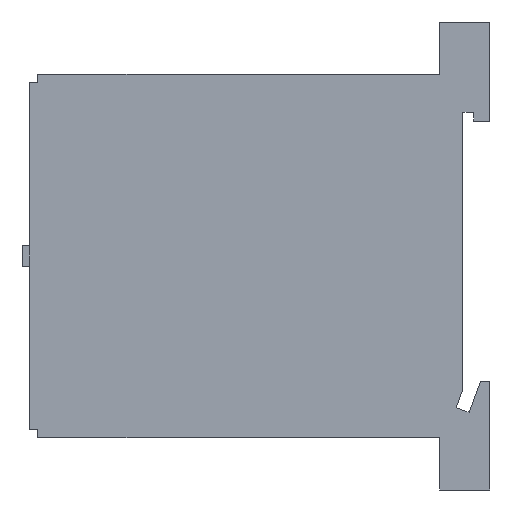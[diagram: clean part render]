
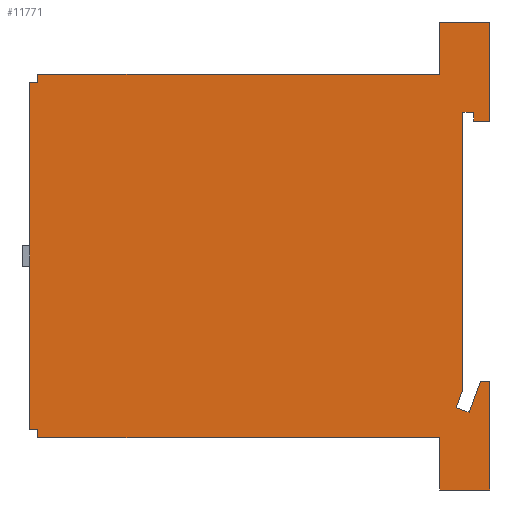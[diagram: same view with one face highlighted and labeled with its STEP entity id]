
A CAD part, left-side view. The second image highlights one B-rep face of the part: STEP entity #11771.
In plain terms, the highlighted planar face has unit normal (-1, 0, 0).
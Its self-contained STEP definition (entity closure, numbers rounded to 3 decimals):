
#6=DIRECTION('',(0.,0.,1.));
#7=VECTOR('',#6,12.3);
#8=CARTESIAN_POINT('',(-22.,0.,16.7));
#9=LINE('',#8,#7);
#30=DIRECTION('',(0.,0.,1.));
#31=VECTOR('',#30,13.5);
#32=CARTESIAN_POINT('',(-22.,0.,-29.));
#33=LINE('',#32,#31);
#78=DIRECTION('',(0.,-1.,0.));
#79=VECTOR('',#78,1.);
#80=CARTESIAN_POINT('',(-22.,57.,-21.5));
#81=LINE('',#80,#79);
#82=DIRECTION('',(0.,-1.,0.));
#83=VECTOR('',#82,1.);
#84=CARTESIAN_POINT('',(-22.,57.,21.5));
#85=LINE('',#84,#83);
#86=DIRECTION('',(0.,0.,1.));
#87=VECTOR('',#86,1.);
#88=CARTESIAN_POINT('',(-22.,56.,21.5));
#89=LINE('',#88,#87);
#90=DIRECTION('',(0.,-1.,0.));
#91=VECTOR('',#90,49.8);
#92=CARTESIAN_POINT('',(-22.,56.,22.5));
#93=LINE('',#92,#91);
#94=DIRECTION('',(0.,0.,1.));
#95=VECTOR('',#94,6.5);
#96=CARTESIAN_POINT('',(-22.,6.2,22.5));
#97=LINE('',#96,#95);
#98=DIRECTION('',(0.,-1.,0.));
#99=VECTOR('',#98,2.);
#100=CARTESIAN_POINT('',(-22.,2.,16.7));
#101=LINE('',#100,#99);
#102=DIRECTION('',(0.,0.,-1.));
#103=VECTOR('',#102,1.1);
#104=CARTESIAN_POINT('',(-22.,2.,17.8));
#105=LINE('',#104,#103);
#106=DIRECTION('',(0.,-1.,0.));
#107=VECTOR('',#106,1.33);
#108=CARTESIAN_POINT('',(-22.,3.33,17.8));
#109=LINE('',#108,#107);
#110=DIRECTION('',(0.,0.,1.));
#111=VECTOR('',#110,34.347);
#112=CARTESIAN_POINT('',(-22.,3.33,-16.547));
#113=LINE('',#112,#111);
#114=DIRECTION('',(0.,-0.342,0.94));
#115=VECTOR('',#114,2.398);
#116=CARTESIAN_POINT('',(-22.,4.15,-18.8));
#117=LINE('',#116,#115);
#118=DIRECTION('',(0.,0.94,0.342));
#119=VECTOR('',#118,1.7);
#120=CARTESIAN_POINT('',(-22.,2.553,-19.381));
#121=LINE('',#120,#119);
#122=DIRECTION('',(0.,0.342,-0.94));
#123=VECTOR('',#122,4.131);
#124=CARTESIAN_POINT('',(-22.,1.14,-15.5));
#125=LINE('',#124,#123);
#126=DIRECTION('',(0.,1.,0.));
#127=VECTOR('',#126,1.14);
#128=CARTESIAN_POINT('',(-22.,0.,-15.5));
#129=LINE('',#128,#127);
#130=DIRECTION('',(0.,1.,0.));
#131=VECTOR('',#130,6.2);
#132=CARTESIAN_POINT('',(-22.,0.,-29.));
#133=LINE('',#132,#131);
#134=DIRECTION('',(0.,0.,1.));
#135=VECTOR('',#134,6.5);
#136=CARTESIAN_POINT('',(-22.,6.2,-29.));
#137=LINE('',#136,#135);
#138=DIRECTION('',(0.,-1.,0.));
#139=VECTOR('',#138,49.8);
#140=CARTESIAN_POINT('',(-22.,56.,-22.5));
#141=LINE('',#140,#139);
#142=DIRECTION('',(0.,0.,-1.));
#143=VECTOR('',#142,1.);
#144=CARTESIAN_POINT('',(-22.,56.,-21.5));
#145=LINE('',#144,#143);
#1594=DIRECTION('',(0.,0.,1.));
#1595=VECTOR('',#1594,43.);
#1596=CARTESIAN_POINT('',(-22.,57.,-21.5));
#1597=LINE('',#1596,#1595);
#4286=DIRECTION('',(0.,1.,0.));
#4287=VECTOR('',#4286,6.2);
#4288=CARTESIAN_POINT('',(-22.,0.,29.));
#4289=LINE('',#4288,#4287);
#8758=CARTESIAN_POINT('',(-22.,0.,29.));
#8760=VERTEX_POINT('',#8758);
#8763=CARTESIAN_POINT('',(-22.,0.,-29.));
#8765=VERTEX_POINT('',#8763);
#8766=CARTESIAN_POINT('',(-22.,6.2,-29.));
#8767=CARTESIAN_POINT('',(-22.,6.2,-22.5));
#8768=VERTEX_POINT('',#8766);
#8769=VERTEX_POINT('',#8767);
#8770=CARTESIAN_POINT('',(-22.,6.2,22.5));
#8771=CARTESIAN_POINT('',(-22.,6.2,29.));
#8772=VERTEX_POINT('',#8770);
#8773=VERTEX_POINT('',#8771);
#8782=CARTESIAN_POINT('',(-22.,3.33,17.8));
#8783=CARTESIAN_POINT('',(-22.,2.,17.8));
#8784=VERTEX_POINT('',#8782);
#8785=VERTEX_POINT('',#8783);
#8786=CARTESIAN_POINT('',(-22.,2.,16.7));
#8787=VERTEX_POINT('',#8786);
#8788=CARTESIAN_POINT('',(-22.,0.,16.7));
#8789=VERTEX_POINT('',#8788);
#8790=CARTESIAN_POINT('',(-22.,0.,-15.5));
#8791=CARTESIAN_POINT('',(-22.,1.14,-15.5));
#8792=VERTEX_POINT('',#8790);
#8793=VERTEX_POINT('',#8791);
#8794=CARTESIAN_POINT('',(-22.,2.553,-19.381));
#8795=VERTEX_POINT('',#8794);
#8796=CARTESIAN_POINT('',(-22.,4.15,-18.8));
#8797=VERTEX_POINT('',#8796);
#8798=CARTESIAN_POINT('',(-22.,3.33,-16.547));
#8799=VERTEX_POINT('',#8798);
#9058=CARTESIAN_POINT('',(-22.,57.,21.5));
#9060=VERTEX_POINT('',#9058);
#9062=CARTESIAN_POINT('',(-22.,56.,21.5));
#9063=VERTEX_POINT('',#9062);
#9064=CARTESIAN_POINT('',(-22.,56.,22.5));
#9065=VERTEX_POINT('',#9064);
#9134=CARTESIAN_POINT('',(-22.,56.,-21.5));
#9136=VERTEX_POINT('',#9134);
#9158=CARTESIAN_POINT('',(-22.,57.,-21.5));
#9160=VERTEX_POINT('',#9158);
#9162=CARTESIAN_POINT('',(-22.,56.,-22.5));
#9163=VERTEX_POINT('',#9162);
#11725=CARTESIAN_POINT('',(-22.,0.,-29.));
#11726=DIRECTION('',(-1.,0.,0.));
#11727=DIRECTION('',(0.,0.,1.));
#11728=AXIS2_PLACEMENT_3D('',#11725,#11726,#11727);
#11729=PLANE('',#11728);
#11731=ORIENTED_EDGE('',*,*,#11730,.F.);
#11733=ORIENTED_EDGE('',*,*,#11732,.T.);
#11735=ORIENTED_EDGE('',*,*,#11734,.T.);
#11737=ORIENTED_EDGE('',*,*,#11736,.T.);
#11739=ORIENTED_EDGE('',*,*,#11738,.T.);
#11741=ORIENTED_EDGE('',*,*,#11740,.T.);
#11743=ORIENTED_EDGE('',*,*,#11742,.F.);
#11744=ORIENTED_EDGE('',*,*,#11661,.F.);
#11745=ORIENTED_EDGE('',*,*,#11715,.F.);
#11747=ORIENTED_EDGE('',*,*,#11746,.F.);
#11749=ORIENTED_EDGE('',*,*,#11748,.F.);
#11751=ORIENTED_EDGE('',*,*,#11750,.F.);
#11753=ORIENTED_EDGE('',*,*,#11752,.F.);
#11755=ORIENTED_EDGE('',*,*,#11754,.F.);
#11757=ORIENTED_EDGE('',*,*,#11756,.F.);
#11759=ORIENTED_EDGE('',*,*,#11758,.F.);
#11760=ORIENTED_EDGE('',*,*,#11693,.F.);
#11762=ORIENTED_EDGE('',*,*,#11761,.T.);
#11764=ORIENTED_EDGE('',*,*,#11763,.T.);
#11766=ORIENTED_EDGE('',*,*,#11765,.F.);
#11768=ORIENTED_EDGE('',*,*,#11767,.F.);
#11769=EDGE_LOOP('',(#11731,#11733,#11735,#11737,#11739,#11741,#11743,#11744,
#11745,#11747,#11749,#11751,#11753,#11755,#11757,#11759,#11760,#11762,#11764,
#11766,#11768));
#11770=FACE_OUTER_BOUND('',#11769,.F.);
#11771=ADVANCED_FACE('',(#11770),#11729,.T.);
#11661=EDGE_CURVE('',#8789,#8760,#9,.T.);
#11693=EDGE_CURVE('',#8765,#8792,#33,.T.);
#11715=EDGE_CURVE('',#8787,#8789,#101,.T.);
#11730=EDGE_CURVE('',#9160,#9136,#81,.T.);
#11732=EDGE_CURVE('',#9160,#9060,#1597,.T.);
#11734=EDGE_CURVE('',#9060,#9063,#85,.T.);
#11736=EDGE_CURVE('',#9063,#9065,#89,.T.);
#11738=EDGE_CURVE('',#9065,#8772,#93,.T.);
#11740=EDGE_CURVE('',#8772,#8773,#97,.T.);
#11742=EDGE_CURVE('',#8760,#8773,#4289,.T.);
#11746=EDGE_CURVE('',#8785,#8787,#105,.T.);
#11748=EDGE_CURVE('',#8784,#8785,#109,.T.);
#11750=EDGE_CURVE('',#8799,#8784,#113,.T.);
#11752=EDGE_CURVE('',#8797,#8799,#117,.T.);
#11754=EDGE_CURVE('',#8795,#8797,#121,.T.);
#11756=EDGE_CURVE('',#8793,#8795,#125,.T.);
#11758=EDGE_CURVE('',#8792,#8793,#129,.T.);
#11761=EDGE_CURVE('',#8765,#8768,#133,.T.);
#11763=EDGE_CURVE('',#8768,#8769,#137,.T.);
#11765=EDGE_CURVE('',#9163,#8769,#141,.T.);
#11767=EDGE_CURVE('',#9136,#9163,#145,.T.);
